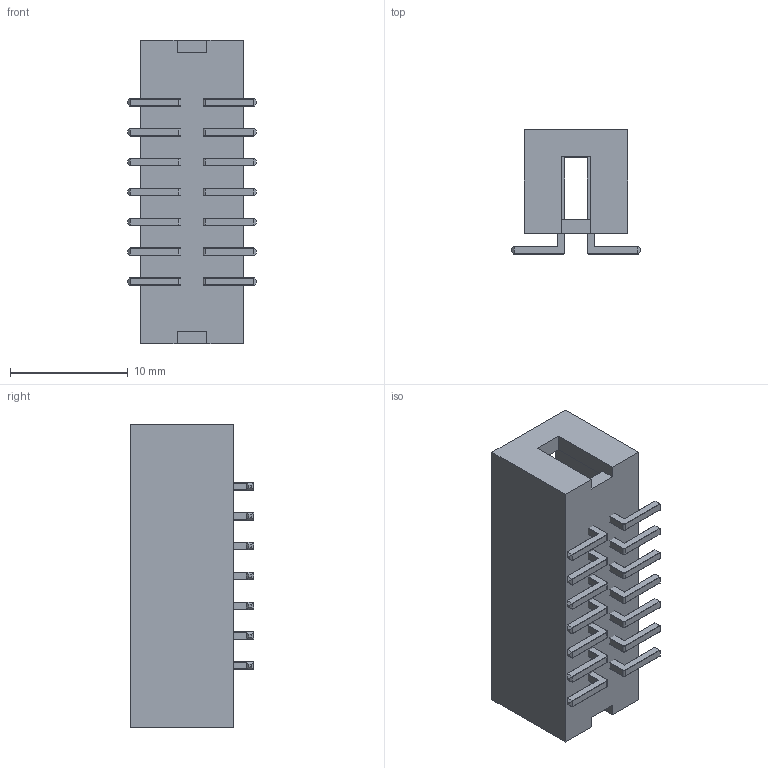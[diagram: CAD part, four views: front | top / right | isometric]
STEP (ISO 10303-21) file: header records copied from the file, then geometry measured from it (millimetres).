
FILE_DESCRIPTION(/* description */ (''),/* implementation_level */ '2;1');
FILE_NAME(/* name */ '14P male header smd.stp',/* time_stamp */ '2015-05-06T11:44:45+02:00',/* author */ (''),/* organization */ (''),/* preprocessor_version */ 'ST-DEVELOPER v16',/* originating_system */ 'Autodesk Translator Framework v4.0.0.4510',/* authorisation */ '');
FILE_SCHEMA (('AUTOMOTIVE_DESIGN { 1 0 10303 214 3 1 1 }'));
Length unit declared in the file: centimetre
Products named in the file (1): 14P DIL male header SMD v5
Bounding box: 10.94 x 10.55 x 25.8 mm (x, y, z)
Volume: 849.8 mm3; surface area: 1935.4 mm2
Topology: 15 solids, 15 shells, 400 faces, 1038 edges, 664 vertices
Faces by surface type: plane 246, cylinder 126, torus 28
Entity records: 12246 total; most frequent: DIRECTION 2204, CARTESIAN_POINT 2103, ORIENTED_EDGE 2076, EDGE_CURVE 1038, AXIS2_PLACEMENT_3D 765, LINE 674, VECTOR 674, VERTEX_POINT 664
